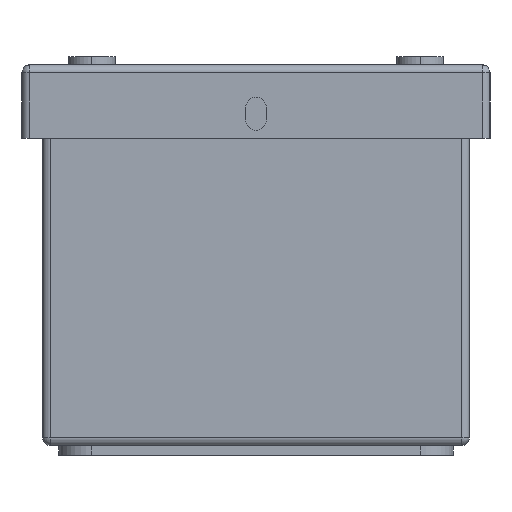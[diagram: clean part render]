
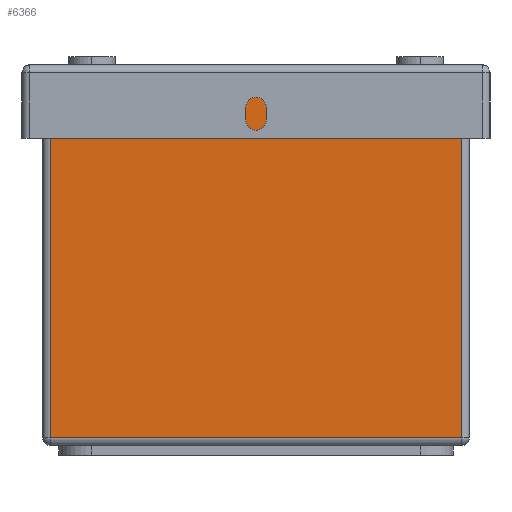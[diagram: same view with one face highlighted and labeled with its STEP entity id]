
A CAD part, left-side view. The second image highlights one B-rep face of the part: STEP entity #6366.
In plain terms, the highlighted planar face has unit normal (-1, 0, 0).
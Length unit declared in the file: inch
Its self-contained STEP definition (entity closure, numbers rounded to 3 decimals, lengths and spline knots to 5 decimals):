
#66 = VECTOR ( 'NONE', #14500, 39.37008 ) ;
#301 = CARTESIAN_POINT ( 'NONE',  ( 0., 3.19, 2.75 ) ) ;
#564 = AXIS2_PLACEMENT_3D ( 'NONE', #301, #5428, #1892 ) ;
#764 = VECTOR ( 'NONE', #15111, 39.37008 ) ;
#1316 = ORIENTED_EDGE ( 'NONE', *, *, #6824, .T. ) ;
#1434 = VERTEX_POINT ( 'NONE', #2795 ) ;
#1604 = VECTOR ( 'NONE', #9375, 39.37008 ) ;
#1892 = DIRECTION ( 'NONE',  ( 0., 1., 0. ) ) ;
#1918 = LINE ( 'NONE', #10726, #1604 ) ;
#2631 = VECTOR ( 'NONE', #7089, 39.37008 ) ;
#2795 = CARTESIAN_POINT ( 'NONE',  ( 0., 0.06, 2.69 ) ) ;
#3938 = VERTEX_POINT ( 'NONE', #5410 ) ;
#5029 = EDGE_LOOP ( 'NONE', ( #10833, #14655, #1316, #8933 ) ) ;
#5410 = CARTESIAN_POINT ( 'NONE',  ( 0., 0.06, 0.06 ) ) ;
#5428 = DIRECTION ( 'NONE',  ( 1., 0., 0. ) ) ;
#6015 = CARTESIAN_POINT ( 'NONE',  ( 0., 3.19, 2.69 ) ) ;
#6366 = ADVANCED_FACE ( 'NONE', ( #7607 ), #11292, .F. ) ;
#6824 = EDGE_CURVE ( 'NONE', #11450, #9705, #7891, .T. ) ;
#7089 = DIRECTION ( 'NONE',  ( 0., 1., 0. ) ) ;
#7244 = EDGE_CURVE ( 'NONE', #9705, #3938, #1918, .T. ) ;
#7402 = EDGE_CURVE ( 'NONE', #1434, #3938, #12335, .T. ) ;
#7584 = CARTESIAN_POINT ( 'NONE',  ( 0., 3.19, 0.06 ) ) ;
#7607 = FACE_OUTER_BOUND ( 'NONE', #5029, .T. ) ;
#7891 = LINE ( 'NONE', #7967, #764 ) ;
#7967 = CARTESIAN_POINT ( 'NONE',  ( 0., 3.19, 2.75 ) ) ;
#8242 = EDGE_CURVE ( 'NONE', #1434, #11450, #8299, .T. ) ;
#8299 = LINE ( 'NONE', #15732, #2631 ) ;
#8933 = ORIENTED_EDGE ( 'NONE', *, *, #7244, .T. ) ;
#9375 = DIRECTION ( 'NONE',  ( 0., -1., 0. ) ) ;
#9705 = VERTEX_POINT ( 'NONE', #7584 ) ;
#9863 = CARTESIAN_POINT ( 'NONE',  ( 0., 0.06, 2.75 ) ) ;
#10726 = CARTESIAN_POINT ( 'NONE',  ( 0., 3.19, 0.06 ) ) ;
#10833 = ORIENTED_EDGE ( 'NONE', *, *, #7402, .F. ) ;
#11292 = PLANE ( 'NONE',  #564 ) ;
#11450 = VERTEX_POINT ( 'NONE', #6015 ) ;
#12335 = LINE ( 'NONE', #9863, #66 ) ;
#14500 = DIRECTION ( 'NONE',  ( 0., 0., -1. ) ) ;
#14655 = ORIENTED_EDGE ( 'NONE', *, *, #8242, .T. ) ;
#15111 = DIRECTION ( 'NONE',  ( 0., 0., -1. ) ) ;
#15732 = CARTESIAN_POINT ( 'NONE',  ( 0., 3.19, 2.69 ) ) ;
